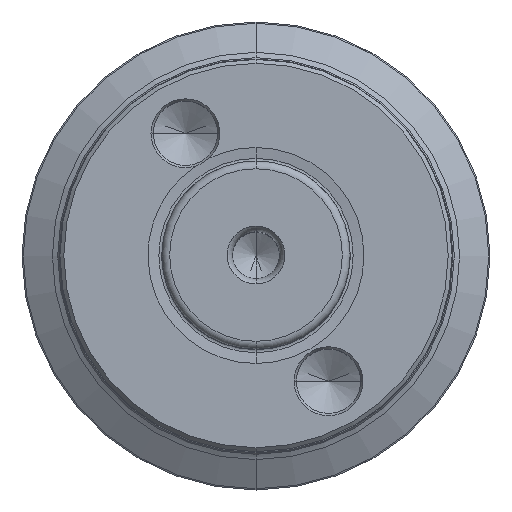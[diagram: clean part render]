
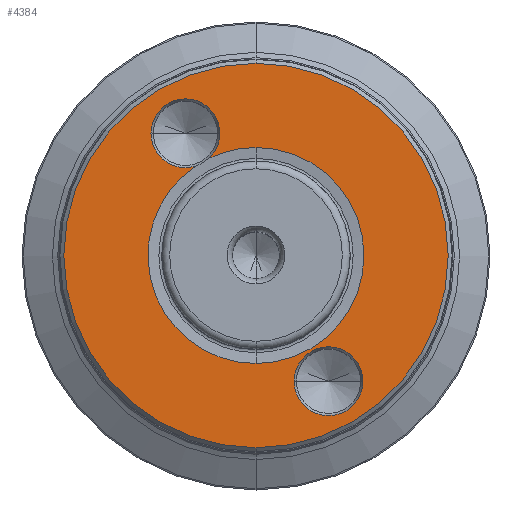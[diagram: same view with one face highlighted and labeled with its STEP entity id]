
A CAD part, top view. The second image highlights one B-rep face of the part: STEP entity #4384.
In plain terms, the highlighted face is planar.
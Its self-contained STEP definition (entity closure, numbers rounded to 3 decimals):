
#2426=CARTESIAN_POINT('',(9.,15.588,0.));
#2427=DIRECTION('',(0.,0.,1.));
#2428=DIRECTION('',(-1.,0.,0.));
#2429=AXIS2_PLACEMENT_3D('',#2426,#2427,#2428);
#2434=CARTESIAN_POINT('',(9.,15.588,0.));
#2435=DIRECTION('',(0.,0.,1.));
#2436=DIRECTION('',(1.,0.,0.));
#2437=AXIS2_PLACEMENT_3D('',#2434,#2435,#2436);
#2442=CARTESIAN_POINT('',(9.,15.588,0.));
#2443=DIRECTION('',(0.,0.,1.));
#2444=DIRECTION('',(-0.288,-0.958,0.));
#2445=AXIS2_PLACEMENT_3D('',#2442,#2443,#2444);
#2450=CARTESIAN_POINT('',(0.,0.,0.));
#2451=DIRECTION('',(0.,0.,-1.));
#2452=DIRECTION('',(0.562,0.827,0.));
#2453=AXIS2_PLACEMENT_3D('',#2450,#2451,#2452);
#2458=CARTESIAN_POINT('',(0.,0.,0.));
#2459=DIRECTION('',(0.,0.,-1.));
#2460=DIRECTION('',(0.,-1.,0.));
#2461=AXIS2_PLACEMENT_3D('',#2458,#2459,#2460);
#2466=CARTESIAN_POINT('',(0.,0.,0.));
#2467=DIRECTION('',(0.,0.,-1.));
#2468=DIRECTION('',(0.,1.,0.));
#2469=AXIS2_PLACEMENT_3D('',#2466,#2467,#2468);
#2474=CARTESIAN_POINT('',(-9.25,-16.021,0.));
#2475=DIRECTION('',(0.,0.,1.));
#2476=DIRECTION('',(-1.,0.,0.));
#2477=AXIS2_PLACEMENT_3D('',#2474,#2475,#2476);
#2482=CARTESIAN_POINT('',(-9.25,-16.021,0.));
#2483=DIRECTION('',(0.,0.,1.));
#2484=DIRECTION('',(1.,0.,0.));
#2485=AXIS2_PLACEMENT_3D('',#2482,#2483,#2484);
#2504=CARTESIAN_POINT('',(0.,0.,0.));
#2505=DIRECTION('',(0.,0.,1.));
#2506=DIRECTION('',(0.,1.,0.));
#2507=AXIS2_PLACEMENT_3D('',#2504,#2505,#2506);
#2512=CARTESIAN_POINT('',(0.,0.,0.));
#2513=DIRECTION('',(0.,0.,1.));
#2514=DIRECTION('',(0.,-1.,0.));
#2515=AXIS2_PLACEMENT_3D('',#2512,#2513,#2514);
#2841=CARTESIAN_POINT('',(0.,24.5,0.));
#2843=VERTEX_POINT('',#2841);
#2852=CARTESIAN_POINT('',(0.,-24.5,0.));
#2854=VERTEX_POINT('',#2852);
#2874=CARTESIAN_POINT('',(0.,13.765,0.));
#2875=VERTEX_POINT('',#2874);
#2878=CARTESIAN_POINT('',(0.,-13.765,0.));
#2879=VERTEX_POINT('',#2878);
#2898=CARTESIAN_POINT('',(4.611,15.588,0.));
#2899=VERTEX_POINT('',#2898);
#2900=CARTESIAN_POINT('',(13.389,15.588,0.));
#2901=VERTEX_POINT('',#2900);
#2912=CARTESIAN_POINT('',(-13.639,-16.021,0.));
#2913=VERTEX_POINT('',#2912);
#2914=CARTESIAN_POINT('',(-4.861,-16.021,0.));
#2915=VERTEX_POINT('',#2914);
#2990=CARTESIAN_POINT('',(5.993,12.392,0.));
#2991=VERTEX_POINT('',#2990);
#2992=CARTESIAN_POINT('',(7.735,11.386,0.));
#2993=VERTEX_POINT('',#2992);
#4359=CARTESIAN_POINT('',(0.,0.,0.));
#4360=DIRECTION('',(0.,0.,-1.));
#4361=DIRECTION('',(0.,-1.,0.));
#4362=AXIS2_PLACEMENT_3D('',#4359,#4360,#4361);
#4363=PLANE('',#4362);
#4365=ORIENTED_EDGE('',*,*,#4364,.T.);
#4367=ORIENTED_EDGE('',*,*,#4366,.T.);
#4368=EDGE_LOOP('',(#4365,#4367));
#4369=FACE_OUTER_BOUND('',#4368,.F.);
#4370=ORIENTED_EDGE('',*,*,#4281,.F.);
#4371=ORIENTED_EDGE('',*,*,#4302,.F.);
#4372=ORIENTED_EDGE('',*,*,#4284,.F.);
#4373=ORIENTED_EDGE('',*,*,#4269,.T.);
#4374=ORIENTED_EDGE('',*,*,#4249,.T.);
#4375=ORIENTED_EDGE('',*,*,#4264,.T.);
#4376=EDGE_LOOP('',(#4370,#4371,#4372,#4373,#4374,#4375));
#4377=FACE_BOUND('',#4376,.F.);
#4379=ORIENTED_EDGE('',*,*,#4378,.F.);
#4381=ORIENTED_EDGE('',*,*,#4380,.F.);
#4382=EDGE_LOOP('',(#4379,#4381));
#4383=FACE_BOUND('',#4382,.F.);
#2430=CIRCLE('',#2429,4.389);
#2438=CIRCLE('',#2437,4.389);
#2446=CIRCLE('',#2445,4.389);
#2454=CIRCLE('',#2453,13.765);
#2462=CIRCLE('',#2461,13.765);
#2470=CIRCLE('',#2469,13.765);
#2478=CIRCLE('',#2477,4.389);
#2486=CIRCLE('',#2485,4.389);
#2508=CIRCLE('',#2507,24.5);
#2516=CIRCLE('',#2515,24.5);
#4249=EDGE_CURVE('',#2879,#2875,#2462,.T.);
#4264=EDGE_CURVE('',#2875,#2991,#2470,.T.);
#4269=EDGE_CURVE('',#2993,#2879,#2454,.T.);
#4281=EDGE_CURVE('',#2899,#2991,#2430,.T.);
#4284=EDGE_CURVE('',#2993,#2901,#2446,.T.);
#4302=EDGE_CURVE('',#2901,#2899,#2438,.T.);
#4364=EDGE_CURVE('',#2843,#2854,#2508,.T.);
#4366=EDGE_CURVE('',#2854,#2843,#2516,.T.);
#4378=EDGE_CURVE('',#2913,#2915,#2478,.T.);
#4380=EDGE_CURVE('',#2915,#2913,#2486,.T.);
#4384=ADVANCED_FACE('',(#4369,#4377,#4383),#4363,.T.);
